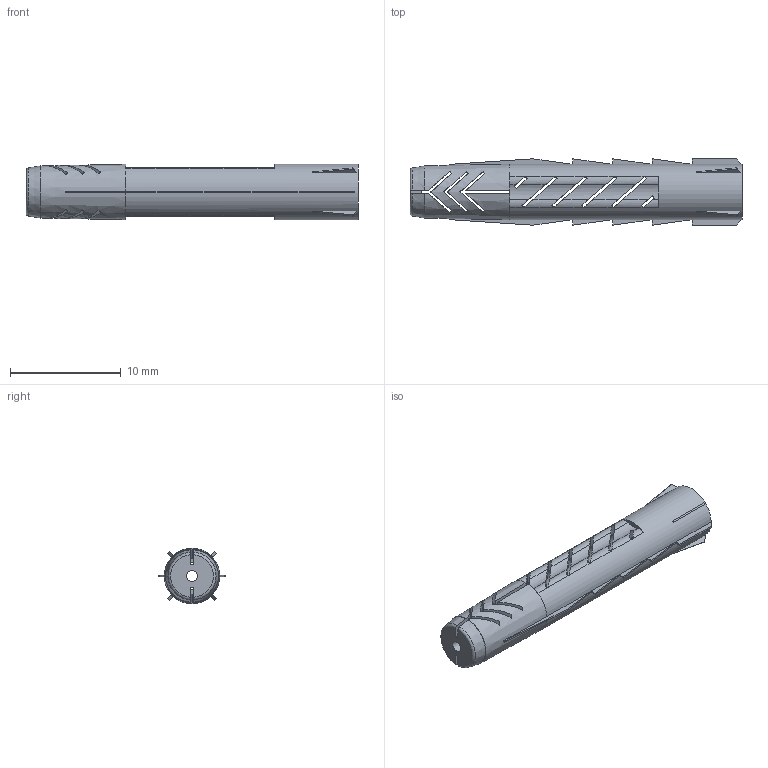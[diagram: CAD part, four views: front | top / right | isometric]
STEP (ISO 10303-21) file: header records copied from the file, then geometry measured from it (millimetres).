
FILE_DESCRIPTION(/* description */ ('STEP AP214'),/* implementation_level */ '2;1');
FILE_NAME(/* name */ 'BN 20052 3308085 plug 5x30',/* time_stamp */ '2022-10-20T12:55:57+02:00',/* author */ ('License CC BY-ND 4.0'),/* organization */ ('CADENAS'),/* preprocessor_version */ 'ST-DEVELOPER v18.102',/* originating_system */ 'PARTsolutions',/* authorisation */ ' ');
FILE_SCHEMA (('AUTOMOTIVE_DESIGN {1 0 10303 214 3 1 1}'));
Length unit declared in the file: millimetre
Products named in the file (1): BN 20052 3308085 plug 5x30
Bounding box: 30 x 6 x 4.99 mm (x, y, z)
Volume: 285 mm3; surface area: 954.2 mm2
Topology: 1 solids, 1 shells, 246 faces, 774 edges, 496 vertices
Faces by surface type: plane 139, cylinder 74, cone 29, torus 4
Full cylindrical faces by diameter (mm): 1 x1, 3.5 x1
Entity records: 8846 total; most frequent: DIRECTION 1656, CARTESIAN_POINT 1608, ORIENTED_EDGE 1534, EDGE_CURVE 767, AXIS2_PLACEMENT_3D 675, VERTEX_POINT 495, ELLIPSE 315, LINE 306
